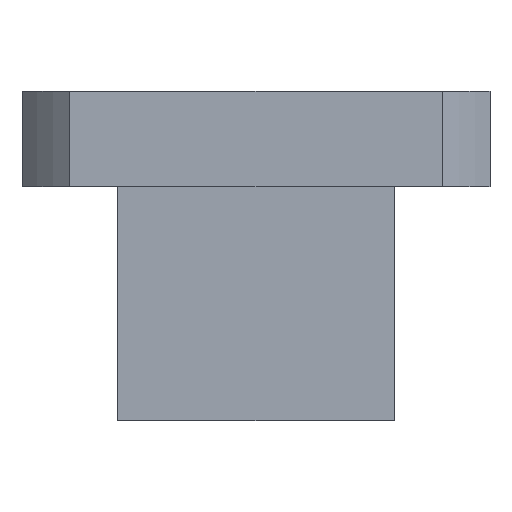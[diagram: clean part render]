
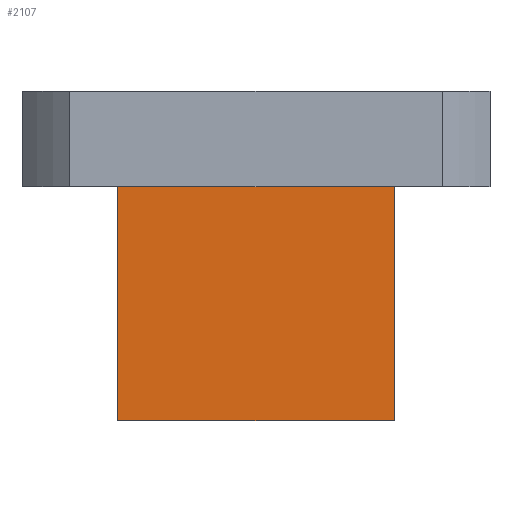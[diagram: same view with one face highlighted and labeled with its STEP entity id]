
A CAD part, front view. The second image highlights one B-rep face of the part: STEP entity #2107.
In plain terms, the highlighted planar face has unit normal (0, -1, 0).
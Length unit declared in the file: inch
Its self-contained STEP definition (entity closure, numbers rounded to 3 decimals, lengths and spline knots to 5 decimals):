
#19 = VERTEX_POINT ( 'NONE', #959 ) ;
#32 = CARTESIAN_POINT ( 'NONE',  ( -0.26, -0.125, 0. ) ) ;
#94 = CARTESIAN_POINT ( 'NONE',  ( 0.26, -0.125, 0. ) ) ;
#131 = VECTOR ( 'NONE', #1353, 39.37008 ) ;
#205 = EDGE_CURVE ( 'NONE', #4390, #3026, #4428, .T. ) ;
#728 = DIRECTION ( 'NONE',  ( 0., 0., -1. ) ) ;
#757 = CARTESIAN_POINT ( 'NONE',  ( 0.26, -0.125, -0.62 ) ) ;
#803 = VECTOR ( 'NONE', #3159, 39.37008 ) ;
#959 = CARTESIAN_POINT ( 'NONE',  ( -0.26, -0.125, -0.18 ) ) ;
#1122 = CARTESIAN_POINT ( 'NONE',  ( 0.26, -0.125, 0. ) ) ;
#1214 = VECTOR ( 'NONE', #3847, 39.37008 ) ;
#1279 = CARTESIAN_POINT ( 'NONE',  ( 0., -0.125, -0.18 ) ) ;
#1340 = ORIENTED_EDGE ( 'NONE', *, *, #1782, .F. ) ;
#1353 = DIRECTION ( 'NONE',  ( 1., 0., 0. ) ) ;
#1470 = LINE ( 'NONE', #3870, #803 ) ;
#1736 = AXIS2_PLACEMENT_3D ( 'NONE', #94, #4188, #1983 ) ;
#1782 = EDGE_CURVE ( 'NONE', #3026, #2353, #1470, .T. ) ;
#1791 = ORIENTED_EDGE ( 'NONE', *, *, #205, .F. ) ;
#1865 = CARTESIAN_POINT ( 'NONE',  ( -0.26, -0.125, -0.62 ) ) ;
#1983 = DIRECTION ( 'NONE',  ( 0., 0., 1. ) ) ;
#2016 = CARTESIAN_POINT ( 'NONE',  ( 0.26, -0.125, -0.18 ) ) ;
#2037 = EDGE_CURVE ( 'NONE', #19, #4390, #3147, .T. ) ;
#2054 = EDGE_LOOP ( 'NONE', ( #2491, #2911, #1340, #1791 ) ) ;
#2107 = ADVANCED_FACE ( 'NONE', ( #4061 ), #2740, .F. ) ;
#2353 = VERTEX_POINT ( 'NONE', #1865 ) ;
#2491 = ORIENTED_EDGE ( 'NONE', *, *, #2037, .F. ) ;
#2740 = PLANE ( 'NONE',  #1736 ) ;
#2911 = ORIENTED_EDGE ( 'NONE', *, *, #4350, .T. ) ;
#2969 = VECTOR ( 'NONE', #728, 39.37008 ) ;
#3026 = VERTEX_POINT ( 'NONE', #757 ) ;
#3147 = LINE ( 'NONE', #1279, #131 ) ;
#3159 = DIRECTION ( 'NONE',  ( -1., 0., 0. ) ) ;
#3847 = DIRECTION ( 'NONE',  ( 0., 0., -1. ) ) ;
#3870 = CARTESIAN_POINT ( 'NONE',  ( 0.26, -0.125, -0.62 ) ) ;
#4061 = FACE_OUTER_BOUND ( 'NONE', #2054, .T. ) ;
#4188 = DIRECTION ( 'NONE',  ( 0., 1., 0. ) ) ;
#4331 = LINE ( 'NONE', #32, #1214 ) ;
#4350 = EDGE_CURVE ( 'NONE', #19, #2353, #4331, .T. ) ;
#4390 = VERTEX_POINT ( 'NONE', #2016 ) ;
#4428 = LINE ( 'NONE', #1122, #2969 ) ;
